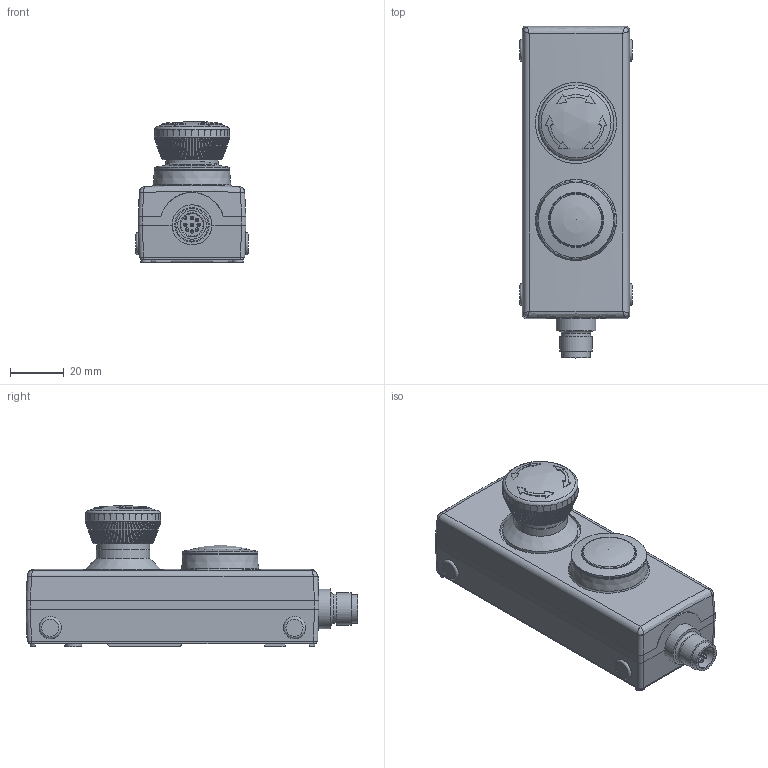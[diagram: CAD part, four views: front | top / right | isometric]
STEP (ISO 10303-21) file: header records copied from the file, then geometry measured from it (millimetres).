
FILE_DESCRIPTION(/* description */ (''),/* implementation_level */ '2;1');
FILE_NAME(/* name */ 'MBM128_NOOITI_ipt.stp',/* time_stamp */ '2018-04-06T12:07:37+02:00',/* author */ ('mreiber'),/* organization */ (''),/* preprocessor_version */ 'ST-DEVELOPER v16.1',/* originating_system */ 'Autodesk Inventor 2016',/* authorisation */ '');
FILE_SCHEMA (('AUTOMOTIVE_DESIGN { 1 0 10303 214 3 1 1 }'));
Length unit declared in the file: centimetre
Products named in the file (1): MBM128_NOOITI_vereinfacht
Bounding box: 41.8 x 123.15 x 52.36 mm (x, y, z)
Volume: 134803.6 mm3; surface area: 21581.5 mm2
Topology: 1 solids, 3 shells, 895 faces, 2323 edges, 1466 vertices
Faces by surface type: plane 399, torus 228, cylinder 166, cone 77, bspline 19, sphere 6
Full cylindrical faces by diameter (mm): 1.3 x8, 6.4 x1, 6.5 x3, 8.2 x4, 8.3 x1, 10.6 x1, 10.8 x1, 12 x1, 14.8 x1, 19.65 x1, 19.7 x1, 19.85 x1, 20.05 x1, 27.4 x2, 27.9 x1, 28 x1, 28.405 x1, 30 x1, 30.1 x2
Entity records: 29260 total; most frequent: CARTESIAN_POINT 8923, ORIENTED_EDGE 4508, DIRECTION 4066, EDGE_CURVE 2254, AXIS2_PLACEMENT_3D 1747, VERTEX_POINT 1453, EDGE_LOOP 983, FACE_OUTER_BOUND 895
